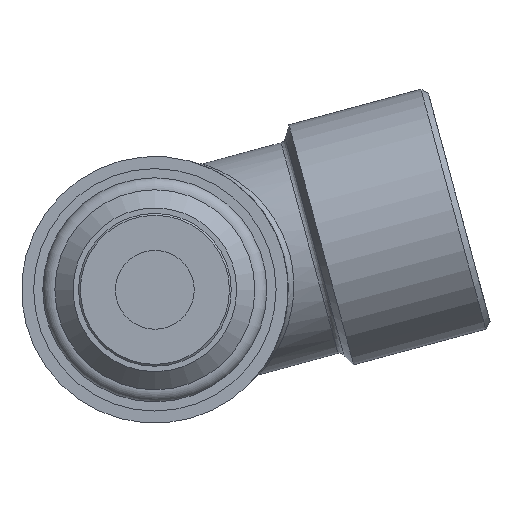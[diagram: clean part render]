
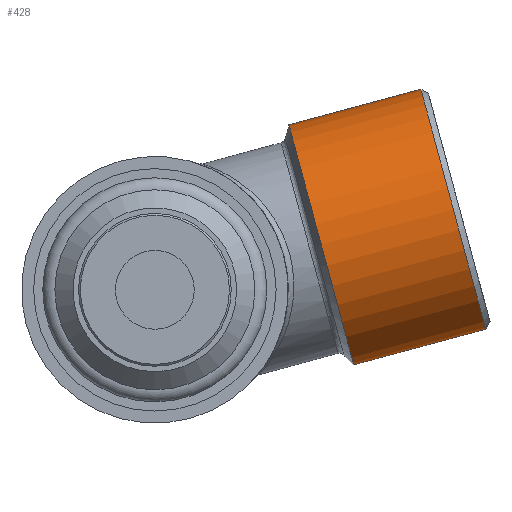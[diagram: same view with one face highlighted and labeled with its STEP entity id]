
A CAD part, front view. The second image highlights one B-rep face of the part: STEP entity #428.
In plain terms, the highlighted cylindrical face has radius 10.25 mm (diameter 20.5 mm), a full revolution.
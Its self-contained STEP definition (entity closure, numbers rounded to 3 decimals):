
#397=CARTESIAN_POINT('',(21.947,20.3,16.542));
#398=VERTEX_POINT('',#397);
#399=CARTESIAN_POINT('',(24.619,20.3,6.646));
#400=DIRECTION('',(-0.965,0.,-0.261));
#401=DIRECTION('',(-0.261,0.,0.965));
#402=AXIS2_PLACEMENT_3D('',#399,#400,#401);
#403=CIRCLE('',#402,10.25);
#404=EDGE_CURVE('',#398,#398,#403,.T.);
#409=CARTESIAN_POINT('',(-1.336,20.3,-0.361));
#410=DIRECTION('',(-0.965,0.,-0.261));
#411=DIRECTION('',(-0.261,0.,0.965));
#412=AXIS2_PLACEMENT_3D('',#409,#410,#411);
#413=CYLINDRICAL_SURFACE('',#412,10.25);
#414=ORIENTED_EDGE('',*,*,#404,.T.);
#415=EDGE_LOOP('',(#414));
#416=FACE_OUTER_BOUND('',#415,.T.);
#417=CARTESIAN_POINT('',(11.059,20.3,13.602));
#418=VERTEX_POINT('',#417);
#419=CARTESIAN_POINT('',(13.73,20.3,3.707));
#420=DIRECTION('',(0.965,0.,0.261));
#421=DIRECTION('',(0.261,0.,-0.965));
#422=AXIS2_PLACEMENT_3D('',#419,#420,#421);
#423=CIRCLE('',#422,10.25);
#424=EDGE_CURVE('',#418,#418,#423,.T.);
#425=ORIENTED_EDGE('',*,*,#424,.T.);
#426=EDGE_LOOP('',(#425));
#427=FACE_BOUND('',#426,.T.);
#428=ADVANCED_FACE('',(#416,#427),#413,.T.);
